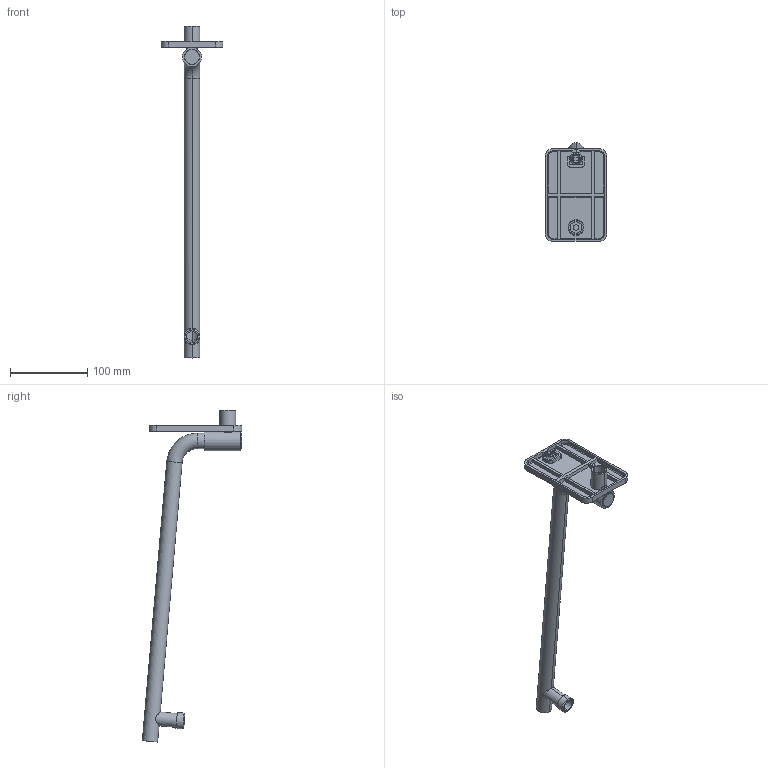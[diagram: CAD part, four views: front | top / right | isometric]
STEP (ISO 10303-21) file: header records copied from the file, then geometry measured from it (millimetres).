
FILE_DESCRIPTION((''),'2;1');
FILE_NAME('AA-RB137CP_ASM','2019-11-13T',('Administrator'),(''),'PRO/ENGINEER BY PARAMETRIC TECHNOLOGY CORPORATION, 2010280','PRO/ENGINEER BY PARAMETRIC TECHNOLOGY CORPORATION, 2010280','');
FILE_SCHEMA(('AUTOMOTIVE_DESIGN_CC2 { 1 2 10303 214 -1 1 5 2 }'));
Length unit declared in the file: millimetre
Products named in the file (14): ATBY0035-P1; PTRP0008-XX; AABP0277-P1; PTRP0002-XX; PTCZ0014-P1; PTMB0490-P1; PTST0041-XX; PTRR0071-XX; PTRR0032-XX; PTDB0259-XX; PTCB0400-P1; PTST0007-XX; PTRR0012-XX; AA-RB137CP_ASM
Assembly tree (15 placements, depth 2):
  AA-RB137CP_ASM
    ATBY0035-P1
    PTRP0008-XX
    AABP0277-P1
    PTRP0002-XX
    PTCZ0014-P1
    PTMB0490-P1
    PTST0041-XX
    PTRR0071-XX  x2
    PTRR0032-XX  x2
    PTDB0259-XX
    PTCB0400-P1
    PTST0007-XX
    PTRR0012-XX
Bounding box: 80 x 128.7 x 429.87 mm (x, y, z)
Volume: 95999.6 mm3; surface area: 98757.5 mm2
Topology: 15 solids, 17 shells, 419 faces, 997 edges, 627 vertices
Faces by surface type: plane 167, cylinder 166, cone 50, torus 36
Entity records: 14618 total; most frequent: CARTESIAN_POINT 2663, DIRECTION 2219, ORIENTED_EDGE 1950, EDGE_CURVE 975, AXIS2_PLACEMENT_3D 849, VERTEX_POINT 619, PRESENTATION_STYLE_ASSIGNMENT 607, STYLED_ITEM 607
